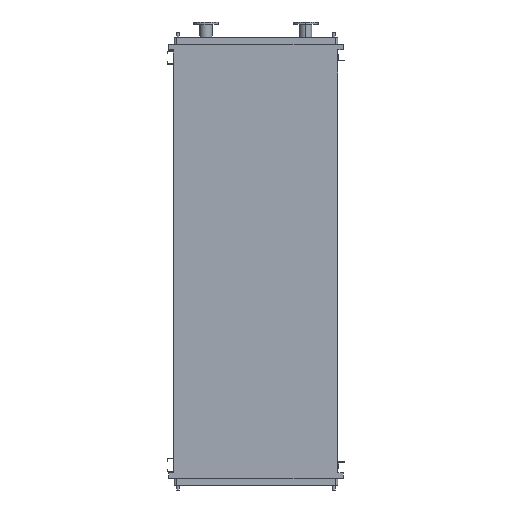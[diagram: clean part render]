
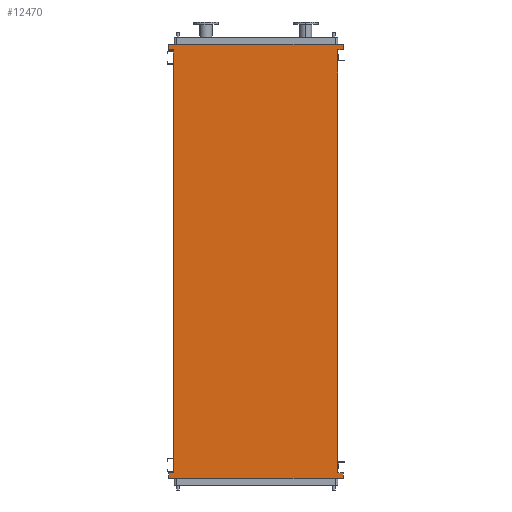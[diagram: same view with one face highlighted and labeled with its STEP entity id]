
A CAD part, front view. The second image highlights one B-rep face of the part: STEP entity #12470.
In plain terms, the highlighted planar face has unit normal (0, -1, 0).
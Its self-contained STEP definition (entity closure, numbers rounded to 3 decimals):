
#32 = DIRECTION ( 'NONE',  ( 0., 0., -1. ) ) ;
#54 = EDGE_CURVE ( 'NONE', #7475, #11296, #7992, .T. ) ;
#71 = DIRECTION ( 'NONE',  ( -1., 0., 0. ) ) ;
#145 = VECTOR ( 'NONE', #2664, 1000. ) ;
#266 = VECTOR ( 'NONE', #10650, 1000. ) ;
#289 = VERTEX_POINT ( 'NONE', #6284 ) ;
#477 = VECTOR ( 'NONE', #1147, 1000. ) ;
#727 = DIRECTION ( 'NONE',  ( 0., 0., 1. ) ) ;
#920 = LINE ( 'NONE', #4858, #1593 ) ;
#958 = DIRECTION ( 'NONE',  ( 1., 0., 0. ) ) ;
#1063 = ORIENTED_EDGE ( 'NONE', *, *, #9968, .F. ) ;
#1147 = DIRECTION ( 'NONE',  ( -1., 0., 0. ) ) ;
#1205 = CARTESIAN_POINT ( 'NONE',  ( -771., 0., -3693. ) ) ;
#1324 = EDGE_CURVE ( 'NONE', #12668, #11442, #3829, .T. ) ;
#1593 = VECTOR ( 'NONE', #727, 1000. ) ;
#1685 = ORIENTED_EDGE ( 'NONE', *, *, #54, .T. ) ;
#1818 = LINE ( 'NONE', #7407, #266 ) ;
#1917 = LINE ( 'NONE', #9915, #8395 ) ;
#1942 = CARTESIAN_POINT ( 'NONE',  ( 771., 0., -3745. ) ) ;
#2106 = DIRECTION ( 'NONE',  ( 0., 0., 1. ) ) ;
#2221 = CARTESIAN_POINT ( 'NONE',  ( -771., 0., 43. ) ) ;
#2405 = CARTESIAN_POINT ( 'NONE',  ( -771., 0., 95. ) ) ;
#2454 = ORIENTED_EDGE ( 'NONE', *, *, #4345, .F. ) ;
#2587 = CARTESIAN_POINT ( 'NONE',  ( 725., 0., -3693. ) ) ;
#2664 = DIRECTION ( 'NONE',  ( 0., 0., -1. ) ) ;
#2755 = CARTESIAN_POINT ( 'NONE',  ( 725., 0., -3650. ) ) ;
#3026 = DIRECTION ( 'NONE',  ( 0., 0., 1. ) ) ;
#3140 = LINE ( 'NONE', #9857, #477 ) ;
#3237 = CARTESIAN_POINT ( 'NONE',  ( 771., 0., 95. ) ) ;
#3253 = VERTEX_POINT ( 'NONE', #2405 ) ;
#3293 = EDGE_CURVE ( 'NONE', #8825, #3953, #9452, .T. ) ;
#3434 = LINE ( 'NONE', #12020, #10476 ) ;
#3667 = EDGE_CURVE ( 'NONE', #289, #6329, #920, .T. ) ;
#3823 = CARTESIAN_POINT ( 'NONE',  ( 771., 0., -3745. ) ) ;
#3829 = LINE ( 'NONE', #1942, #4424 ) ;
#3943 = ORIENTED_EDGE ( 'NONE', *, *, #8774, .F. ) ;
#3953 = VERTEX_POINT ( 'NONE', #12337 ) ;
#4227 = ORIENTED_EDGE ( 'NONE', *, *, #12698, .F. ) ;
#4264 = VERTEX_POINT ( 'NONE', #11924 ) ;
#4283 = CARTESIAN_POINT ( 'NONE',  ( 771., 0., 43. ) ) ;
#4345 = EDGE_CURVE ( 'NONE', #3253, #8825, #1917, .T. ) ;
#4424 = VECTOR ( 'NONE', #71, 1000. ) ;
#4858 = CARTESIAN_POINT ( 'NONE',  ( -725., 0., -3650. ) ) ;
#4939 = CARTESIAN_POINT ( 'NONE',  ( -725., 0., 43. ) ) ;
#4945 = PLANE ( 'NONE',  #10357 ) ;
#5002 = DIRECTION ( 'NONE',  ( 0., -1., 0. ) ) ;
#5132 = VERTEX_POINT ( 'NONE', #2221 ) ;
#5350 = CARTESIAN_POINT ( 'NONE',  ( -771., 0., -3745. ) ) ;
#5784 = FACE_OUTER_BOUND ( 'NONE', #11436, .T. ) ;
#5866 = CARTESIAN_POINT ( 'NONE',  ( -771., 0., 95. ) ) ;
#6132 = CARTESIAN_POINT ( 'NONE',  ( 725., 0., 43. ) ) ;
#6284 = CARTESIAN_POINT ( 'NONE',  ( -725., 0., -3693. ) ) ;
#6329 = VERTEX_POINT ( 'NONE', #4939 ) ;
#6477 = ORIENTED_EDGE ( 'NONE', *, *, #7862, .F. ) ;
#6875 = CARTESIAN_POINT ( 'NONE',  ( 771., 0., -3693. ) ) ;
#7407 = CARTESIAN_POINT ( 'NONE',  ( -771., 0., -3693. ) ) ;
#7455 = LINE ( 'NONE', #2587, #8211 ) ;
#7475 = VERTEX_POINT ( 'NONE', #7634 ) ;
#7634 = CARTESIAN_POINT ( 'NONE',  ( 725., 0., -3693. ) ) ;
#7862 = EDGE_CURVE ( 'NONE', #5132, #3253, #11618, .T. ) ;
#7880 = CARTESIAN_POINT ( 'NONE',  ( -771., 0., -3745. ) ) ;
#7992 = LINE ( 'NONE', #2755, #11407 ) ;
#8102 = VECTOR ( 'NONE', #2106, 1000. ) ;
#8211 = VECTOR ( 'NONE', #11571, 1000. ) ;
#8395 = VECTOR ( 'NONE', #958, 1000. ) ;
#8665 = VECTOR ( 'NONE', #3026, 1000. ) ;
#8774 = EDGE_CURVE ( 'NONE', #3953, #11296, #3434, .T. ) ;
#8825 = VERTEX_POINT ( 'NONE', #3237 ) ;
#8829 = VECTOR ( 'NONE', #11900, 1000. ) ;
#8884 = CARTESIAN_POINT ( 'NONE',  ( -725., 0., -3650. ) ) ;
#9452 = LINE ( 'NONE', #4283, #145 ) ;
#9632 = ORIENTED_EDGE ( 'NONE', *, *, #3293, .F. ) ;
#9797 = EDGE_CURVE ( 'NONE', #4264, #12668, #10922, .T. ) ;
#9857 = CARTESIAN_POINT ( 'NONE',  ( -771., 0., 43. ) ) ;
#9915 = CARTESIAN_POINT ( 'NONE',  ( 771., 0., 95. ) ) ;
#9918 = LINE ( 'NONE', #7880, #8102 ) ;
#9968 = EDGE_CURVE ( 'NONE', #7475, #4264, #7455, .T. ) ;
#9992 = ORIENTED_EDGE ( 'NONE', *, *, #12164, .F. ) ;
#10199 = DIRECTION ( 'NONE',  ( -1., 0., 0. ) ) ;
#10357 = AXIS2_PLACEMENT_3D ( 'NONE', #8884, #5002, #32 ) ;
#10476 = VECTOR ( 'NONE', #10199, 1000. ) ;
#10494 = VERTEX_POINT ( 'NONE', #1205 ) ;
#10497 = ORIENTED_EDGE ( 'NONE', *, *, #1324, .F. ) ;
#10622 = DIRECTION ( 'NONE',  ( 0., 0., 1. ) ) ;
#10650 = DIRECTION ( 'NONE',  ( 1., 0., 0. ) ) ;
#10922 = LINE ( 'NONE', #6875, #8829 ) ;
#11043 = ORIENTED_EDGE ( 'NONE', *, *, #9797, .F. ) ;
#11289 = ORIENTED_EDGE ( 'NONE', *, *, #3667, .F. ) ;
#11296 = VERTEX_POINT ( 'NONE', #6132 ) ;
#11407 = VECTOR ( 'NONE', #10622, 1000. ) ;
#11436 = EDGE_LOOP ( 'NONE', ( #1685, #3943, #9632, #2454, #6477, #11910, #11289, #4227, #9992, #10497, #11043, #1063 ) ) ;
#11442 = VERTEX_POINT ( 'NONE', #5350 ) ;
#11571 = DIRECTION ( 'NONE',  ( 1., 0., 0. ) ) ;
#11618 = LINE ( 'NONE', #5866, #8665 ) ;
#11900 = DIRECTION ( 'NONE',  ( 0., 0., -1. ) ) ;
#11910 = ORIENTED_EDGE ( 'NONE', *, *, #12128, .F. ) ;
#11924 = CARTESIAN_POINT ( 'NONE',  ( 771., 0., -3693. ) ) ;
#12020 = CARTESIAN_POINT ( 'NONE',  ( 725., 0., 43. ) ) ;
#12128 = EDGE_CURVE ( 'NONE', #6329, #5132, #3140, .T. ) ;
#12164 = EDGE_CURVE ( 'NONE', #11442, #10494, #9918, .T. ) ;
#12337 = CARTESIAN_POINT ( 'NONE',  ( 771., 0., 43. ) ) ;
#12470 = ADVANCED_FACE ( 'NONE', ( #5784 ), #4945, .T. ) ;
#12668 = VERTEX_POINT ( 'NONE', #3823 ) ;
#12698 = EDGE_CURVE ( 'NONE', #10494, #289, #1818, .T. ) ;
